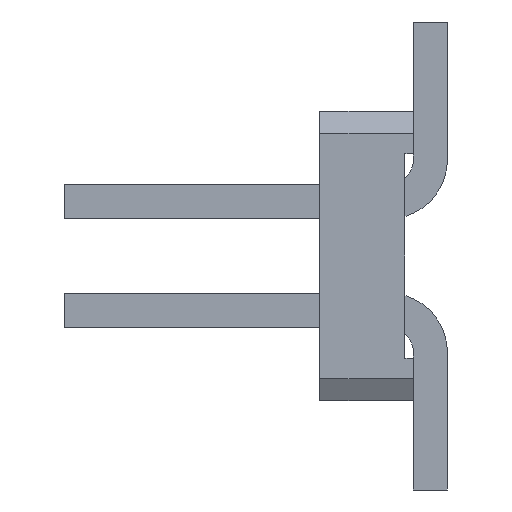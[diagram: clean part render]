
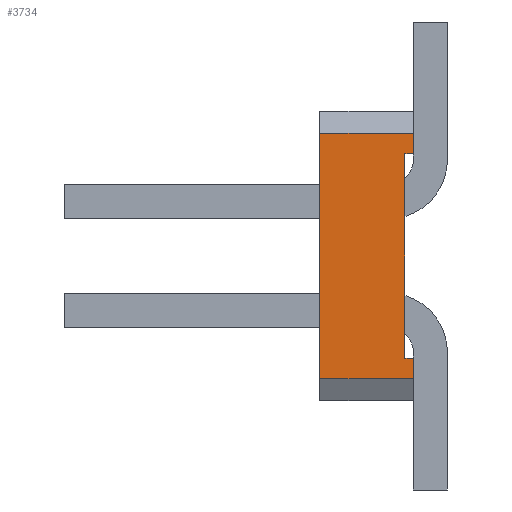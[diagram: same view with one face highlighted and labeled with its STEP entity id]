
A CAD part, left-side view. The second image highlights one B-rep face of the part: STEP entity #3734.
In plain terms, the highlighted planar face has unit normal (-1, 0, 0).
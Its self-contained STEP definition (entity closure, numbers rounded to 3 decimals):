
#9=DIRECTION('',(0.,0.,1.));
#10=VECTOR('',#9,0.24);
#11=CARTESIAN_POINT('',(-0.635,0.,1.2));
#12=LINE('3870',#11,#10);
#46=DIRECTION('',(0.,1.,0.));
#47=VECTOR('',#46,1.1);
#48=CARTESIAN_POINT('',(-0.635,0.,1.44));
#49=LINE('3830',#48,#47);
#50=DIRECTION('',(0.,1.,0.));
#51=VECTOR('',#50,0.1);
#52=CARTESIAN_POINT('',(-0.635,0.,1.2));
#53=LINE('3866',#52,#51);
#54=DIRECTION('',(0.,0.,-1.));
#55=VECTOR('',#54,2.4);
#56=CARTESIAN_POINT('',(-0.635,0.1,1.2));
#57=LINE('3867',#56,#55);
#58=DIRECTION('',(0.,1.,0.));
#59=VECTOR('',#58,0.1);
#60=CARTESIAN_POINT('',(-0.635,0.,-1.2));
#61=LINE('3868',#60,#59);
#62=DIRECTION('',(0.,1.,0.));
#63=VECTOR('',#62,1.1);
#64=CARTESIAN_POINT('',(-0.635,0.,-1.44));
#65=LINE('3829',#64,#63);
#1131=DIRECTION('',(0.,0.,1.));
#1132=VECTOR('',#1131,2.88);
#1133=CARTESIAN_POINT('',(-0.635,1.1,-1.44));
#1134=LINE('3824',#1133,#1132);
#1834=DIRECTION('',(0.,0.,1.));
#1835=VECTOR('',#1834,0.24);
#1836=CARTESIAN_POINT('',(-0.635,0.,-1.44));
#1837=LINE('3869',#1836,#1835);
#2762=CARTESIAN_POINT('',(-0.635,0.,-1.44));
#2764=VERTEX_POINT('',#2762);
#2765=CARTESIAN_POINT('',(-0.635,0.,1.44));
#2767=VERTEX_POINT('',#2765);
#2770=CARTESIAN_POINT('',(-0.635,1.1,-1.44));
#2772=VERTEX_POINT('',#2770);
#2773=CARTESIAN_POINT('',(-0.635,1.1,1.44));
#2774=VERTEX_POINT('',#2773);
#2833=CARTESIAN_POINT('',(-0.635,0.,1.2));
#2834=CARTESIAN_POINT('',(-0.635,0.1,1.2));
#2835=VERTEX_POINT('',#2833);
#2836=VERTEX_POINT('',#2834);
#2837=CARTESIAN_POINT('',(-0.635,0.1,-1.2));
#2838=VERTEX_POINT('',#2837);
#2839=CARTESIAN_POINT('',(-0.635,0.,-1.2));
#2840=VERTEX_POINT('',#2839);
#3713=CARTESIAN_POINT('',(-0.635,0.,-1.44));
#3714=DIRECTION('',(-1.,0.,0.));
#3715=DIRECTION('',(0.,0.,1.));
#3716=AXIS2_PLACEMENT_3D('',#3713,#3714,#3715);
#3717=PLANE('3578',#3716);
#3719=ORIENTED_EDGE('3866',*,*,#3718,.T.);
#3721=ORIENTED_EDGE('3867',*,*,#3720,.T.);
#3723=ORIENTED_EDGE('3868',*,*,#3722,.F.);
#3725=ORIENTED_EDGE('3869',*,*,#3724,.F.);
#3727=ORIENTED_EDGE('3829',*,*,#3726,.T.);
#3729=ORIENTED_EDGE('3824',*,*,#3728,.T.);
#3730=ORIENTED_EDGE('3830',*,*,#3705,.F.);
#3731=ORIENTED_EDGE('3870',*,*,#3634,.F.);
#3732=EDGE_LOOP('3578',(#3719,#3721,#3723,#3725,#3727,#3729,#3730,#3731));
#3733=FACE_OUTER_BOUND('3578',#3732,.F.);
#3734=ADVANCED_FACE('3578',(#3733),#3717,.T.);
#3634=EDGE_CURVE('3870',#2835,#2767,#12,.T.);
#3705=EDGE_CURVE('3830',#2767,#2774,#49,.T.);
#3718=EDGE_CURVE('3866',#2835,#2836,#53,.T.);
#3720=EDGE_CURVE('3867',#2836,#2838,#57,.T.);
#3722=EDGE_CURVE('3868',#2840,#2838,#61,.T.);
#3724=EDGE_CURVE('3869',#2764,#2840,#1837,.T.);
#3726=EDGE_CURVE('3829',#2764,#2772,#65,.T.);
#3728=EDGE_CURVE('3824',#2772,#2774,#1134,.T.);
